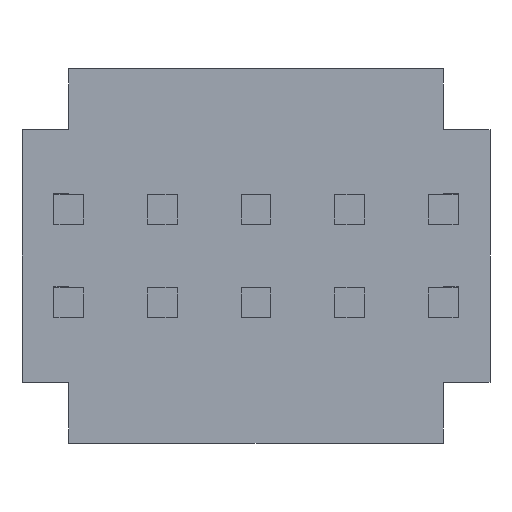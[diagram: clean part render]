
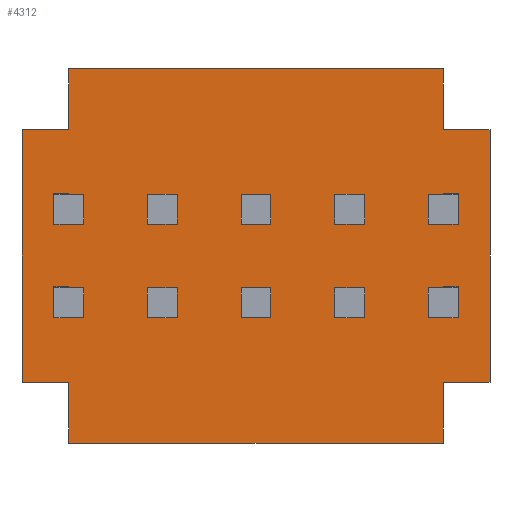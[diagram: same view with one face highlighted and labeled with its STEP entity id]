
A CAD part, front view. The second image highlights one B-rep face of the part: STEP entity #4312.
In plain terms, the highlighted planar face has unit normal (0, -1, 0).
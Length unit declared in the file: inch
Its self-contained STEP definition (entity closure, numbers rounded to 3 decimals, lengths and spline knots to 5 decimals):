
#348=ORIENTED_EDGE('',*,*,#1487,.T.);
#349=ORIENTED_EDGE('',*,*,#1456,.T.);
#350=ORIENTED_EDGE('',*,*,#1449,.T.);
#351=ORIENTED_EDGE('',*,*,#1474,.T.);
#352=ORIENTED_EDGE('',*,*,#1488,.T.);
#353=ORIENTED_EDGE('',*,*,#1464,.T.);
#354=ORIENTED_EDGE('',*,*,#1457,.T.);
#355=ORIENTED_EDGE('',*,*,#1478,.T.);
#356=ORIENTED_EDGE('',*,*,#1442,.T.);
#357=ORIENTED_EDGE('',*,*,#1489,.T.);
#358=ORIENTED_EDGE('',*,*,#1472,.T.);
#359=ORIENTED_EDGE('',*,*,#1446,.T.);
#360=ORIENTED_EDGE('',*,*,#1434,.T.);
#361=ORIENTED_EDGE('',*,*,#1490,.T.);
#362=ORIENTED_EDGE('',*,*,#1468,.T.);
#363=ORIENTED_EDGE('',*,*,#1438,.T.);
#364=ORIENTED_EDGE('',*,*,#1410,.F.);
#365=ORIENTED_EDGE('',*,*,#1491,.T.);
#366=ORIENTED_EDGE('',*,*,#1280,.T.);
#367=ORIENTED_EDGE('',*,*,#1492,.T.);
#368=ORIENTED_EDGE('',*,*,#1303,.F.);
#369=ORIENTED_EDGE('',*,*,#1414,.F.);
#370=ORIENTED_EDGE('',*,*,#1310,.F.);
#371=ORIENTED_EDGE('',*,*,#1493,.T.);
#372=ORIENTED_EDGE('',*,*,#1494,.T.);
#373=ORIENTED_EDGE('',*,*,#1495,.T.);
#374=ORIENTED_EDGE('',*,*,#1407,.F.);
#375=ORIENTED_EDGE('',*,*,#1432,.F.);
#1280=EDGE_CURVE('',#1901,#1900,#2296,.T.);
#1303=EDGE_CURVE('',#1919,#1916,#2319,.T.);
#1310=EDGE_CURVE('',#1925,#1926,#2326,.T.);
#1407=EDGE_CURVE('',#1998,#1995,#2423,.T.);
#1410=EDGE_CURVE('',#2001,#2002,#2426,.T.);
#1414=EDGE_CURVE('',#1926,#1919,#2430,.T.);
#1432=EDGE_CURVE('',#2002,#1998,#2448,.T.);
#1434=EDGE_CURVE('',#2018,#2016,#2450,.T.);
#1438=EDGE_CURVE('',#2020,#2018,#2454,.T.);
#1442=EDGE_CURVE('',#2024,#2022,#2458,.T.);
#1446=EDGE_CURVE('',#2026,#2024,#2462,.T.);
#1449=EDGE_CURVE('',#2028,#2029,#2465,.T.);
#1456=EDGE_CURVE('',#2033,#2028,#2472,.T.);
#1457=EDGE_CURVE('',#2034,#2035,#2473,.T.);
#1464=EDGE_CURVE('',#2039,#2034,#2480,.T.);
#1468=EDGE_CURVE('',#2041,#2020,#2484,.T.);
#1472=EDGE_CURVE('',#2043,#2026,#2488,.T.);
#1474=EDGE_CURVE('',#2029,#2044,#2490,.T.);
#1478=EDGE_CURVE('',#2035,#2046,#2494,.T.);
#1487=EDGE_CURVE('',#2044,#2033,#2503,.T.);
#1488=EDGE_CURVE('',#2046,#2039,#2504,.T.);
#1489=EDGE_CURVE('',#2022,#2043,#2505,.T.);
#1490=EDGE_CURVE('',#2016,#2041,#2506,.T.);
#1491=EDGE_CURVE('',#2001,#1901,#2507,.T.);
#1492=EDGE_CURVE('',#1900,#1916,#2508,.T.);
#1493=EDGE_CURVE('',#1925,#2050,#2509,.T.);
#1494=EDGE_CURVE('',#2050,#2051,#2510,.T.);
#1495=EDGE_CURVE('',#2051,#1995,#2511,.T.);
#1900=VERTEX_POINT('',#5864);
#1901=VERTEX_POINT('',#5866);
#1916=VERTEX_POINT('',#5906);
#1919=VERTEX_POINT('',#5911);
#1925=VERTEX_POINT('',#5926);
#1926=VERTEX_POINT('',#5928);
#1995=VERTEX_POINT('',#6121);
#1998=VERTEX_POINT('',#6126);
#2001=VERTEX_POINT('',#6133);
#2002=VERTEX_POINT('',#6135);
#2016=VERTEX_POINT('',#6176);
#2018=VERTEX_POINT('',#6179);
#2020=VERTEX_POINT('',#6186);
#2022=VERTEX_POINT('',#6192);
#2024=VERTEX_POINT('',#6195);
#2026=VERTEX_POINT('',#6202);
#2028=VERTEX_POINT('',#6208);
#2029=VERTEX_POINT('',#6209);
#2033=VERTEX_POINT('',#6218);
#2034=VERTEX_POINT('',#6224);
#2035=VERTEX_POINT('',#6225);
#2039=VERTEX_POINT('',#6234);
#2041=VERTEX_POINT('',#6241);
#2043=VERTEX_POINT('',#6248);
#2044=VERTEX_POINT('',#6254);
#2046=VERTEX_POINT('',#6261);
#2050=VERTEX_POINT('',#6284);
#2051=VERTEX_POINT('',#6286);
#2296=LINE('',#5865,#2916);
#2319=LINE('',#5912,#2939);
#2326=LINE('',#5927,#2946);
#2423=LINE('',#6127,#3043);
#2426=LINE('',#6134,#3046);
#2430=LINE('',#6142,#3050);
#2448=LINE('',#6173,#3068);
#2450=LINE('',#6178,#3070);
#2454=LINE('',#6185,#3074);
#2458=LINE('',#6194,#3078);
#2462=LINE('',#6201,#3082);
#2465=LINE('',#6207,#3085);
#2472=LINE('',#6221,#3092);
#2473=LINE('',#6223,#3093);
#2480=LINE('',#6237,#3100);
#2484=LINE('',#6244,#3104);
#2488=LINE('',#6251,#3108);
#2490=LINE('',#6256,#3110);
#2494=LINE('',#6263,#3114);
#2503=LINE('',#6277,#3123);
#2504=LINE('',#6278,#3124);
#2505=LINE('',#6279,#3125);
#2506=LINE('',#6280,#3126);
#2507=LINE('',#6281,#3127);
#2508=LINE('',#6282,#3128);
#2509=LINE('',#6283,#3129);
#2510=LINE('',#6285,#3130);
#2511=LINE('',#6287,#3131);
#2916=VECTOR('',#4770,39.37008);
#2939=VECTOR('',#4803,39.37008);
#2946=VECTOR('',#4814,39.37008);
#3043=VECTOR('',#4971,39.37008);
#3046=VECTOR('',#4976,39.37008);
#3050=VECTOR('',#4982,39.37008);
#3068=VECTOR('',#5004,39.37008);
#3070=VECTOR('',#5008,39.37008);
#3074=VECTOR('',#5014,39.37008);
#3078=VECTOR('',#5020,39.37008);
#3082=VECTOR('',#5026,39.37008);
#3085=VECTOR('',#5031,39.37008);
#3092=VECTOR('',#5040,39.37008);
#3093=VECTOR('',#5043,39.37008);
#3100=VECTOR('',#5052,39.37008);
#3104=VECTOR('',#5058,39.37008);
#3108=VECTOR('',#5064,39.37008);
#3110=VECTOR('',#5068,39.37008);
#3114=VECTOR('',#5074,39.37008);
#3123=VECTOR('',#5089,39.37008);
#3124=VECTOR('',#5090,39.37008);
#3125=VECTOR('',#5091,39.37008);
#3126=VECTOR('',#5092,39.37008);
#3127=VECTOR('',#5093,39.37008);
#3128=VECTOR('',#5094,39.37008);
#3129=VECTOR('',#5095,39.37008);
#3130=VECTOR('',#5096,39.37008);
#3131=VECTOR('',#5097,39.37008);
#3598=EDGE_LOOP('',(#348,#349,#350,#351));
#3599=EDGE_LOOP('',(#352,#353,#354,#355));
#3600=EDGE_LOOP('',(#356,#357,#358,#359));
#3601=EDGE_LOOP('',(#360,#361,#362,#363));
#3602=EDGE_LOOP('',(#364,#365,#366,#367,#368,#369,#370,#371,#372,#373,#374,
#375));
#3844=FACE_BOUND('',#3598,.T.);
#3845=FACE_BOUND('',#3599,.T.);
#3846=FACE_BOUND('',#3600,.T.);
#3847=FACE_BOUND('',#3601,.T.);
#3848=FACE_BOUND('',#3602,.T.);
#4080=PLANE('',#4583);
#4312=ADVANCED_FACE('',(#3844,#3845,#3846,#3847,#3848),#4080,.F.);
#4583=AXIS2_PLACEMENT_3D('',#6276,#5087,#5088);
#4770=DIRECTION('',(-1.,0.,0.));
#4803=DIRECTION('',(1.,0.,0.));
#4814=DIRECTION('',(-1.,0.,0.));
#4971=DIRECTION('',(-1.,0.,0.));
#4976=DIRECTION('',(1.,0.,0.));
#4982=DIRECTION('',(0.,0.,1.));
#5004=DIRECTION('',(0.,0.,-1.));
#5008=DIRECTION('',(-1.,0.,0.));
#5014=DIRECTION('',(0.,0.,-1.));
#5020=DIRECTION('',(-1.,0.,0.));
#5026=DIRECTION('',(0.,0.,-1.));
#5031=DIRECTION('',(0.,0.,1.));
#5040=DIRECTION('',(-1.,0.,0.));
#5043=DIRECTION('',(0.,0.,1.));
#5052=DIRECTION('',(-1.,0.,0.));
#5058=DIRECTION('',(1.,0.,0.));
#5064=DIRECTION('',(1.,0.,0.));
#5068=DIRECTION('',(1.,0.,0.));
#5074=DIRECTION('',(1.,0.,0.));
#5087=DIRECTION('',(0.,1.,0.));
#5088=DIRECTION('',(0.,0.,1.));
#5089=DIRECTION('',(0.,0.,-1.));
#5090=DIRECTION('',(0.,0.,-1.));
#5091=DIRECTION('',(0.,0.,1.));
#5092=DIRECTION('',(0.,0.,1.));
#5093=DIRECTION('',(0.,0.,1.));
#5094=DIRECTION('',(0.,0.,-1.));
#5095=DIRECTION('',(0.,0.,-1.));
#5096=DIRECTION('',(1.,0.,0.));
#5097=DIRECTION('',(0.,0.,1.));
#5864=CARTESIAN_POINT('',(-0.1,0.,0.1));
#5865=CARTESIAN_POINT('',(0.1,0.,0.1));
#5866=CARTESIAN_POINT('',(0.1,0.,0.1));
#5906=CARTESIAN_POINT('',(-0.1,0.,0.0675));
#5911=CARTESIAN_POINT('',(-0.125,0.,0.0675));
#5912=CARTESIAN_POINT('',(-0.125,0.,0.0675));
#5926=CARTESIAN_POINT('',(-0.1,0.,-0.0675));
#5927=CARTESIAN_POINT('',(0.125,0.,-0.0675));
#5928=CARTESIAN_POINT('',(-0.125,0.,-0.0675));
#6121=CARTESIAN_POINT('',(0.1,0.,-0.0675));
#6126=CARTESIAN_POINT('',(0.125,0.,-0.0675));
#6127=CARTESIAN_POINT('',(0.125,0.,-0.0675));
#6133=CARTESIAN_POINT('',(0.1,0.,0.0675));
#6134=CARTESIAN_POINT('',(-0.125,0.,0.0675));
#6135=CARTESIAN_POINT('',(0.125,0.,0.0675));
#6142=CARTESIAN_POINT('',(-0.125,0.,-0.0675));
#6173=CARTESIAN_POINT('',(0.125,0.,0.0675));
#6176=CARTESIAN_POINT('',(0.1,0.,-0.0325));
#6178=CARTESIAN_POINT('',(0.108,0.,-0.0325));
#6179=CARTESIAN_POINT('',(0.108,0.,-0.0325));
#6185=CARTESIAN_POINT('',(0.108,0.,-0.0165));
#6186=CARTESIAN_POINT('',(0.108,0.,-0.0165));
#6192=CARTESIAN_POINT('',(0.1,0.,0.0175));
#6194=CARTESIAN_POINT('',(0.108,0.,0.0175));
#6195=CARTESIAN_POINT('',(0.108,0.,0.0175));
#6201=CARTESIAN_POINT('',(0.108,0.,0.0335));
#6202=CARTESIAN_POINT('',(0.108,0.,0.0335));
#6207=CARTESIAN_POINT('',(-0.108,0.,-0.0325));
#6208=CARTESIAN_POINT('',(-0.108,0.,-0.0325));
#6209=CARTESIAN_POINT('',(-0.108,0.,-0.0165));
#6218=CARTESIAN_POINT('',(-0.1,0.,-0.0325));
#6221=CARTESIAN_POINT('',(-0.092,0.,-0.0325));
#6223=CARTESIAN_POINT('',(-0.108,0.,0.0175));
#6224=CARTESIAN_POINT('',(-0.108,0.,0.0175));
#6225=CARTESIAN_POINT('',(-0.108,0.,0.0335));
#6234=CARTESIAN_POINT('',(-0.1,0.,0.0175));
#6237=CARTESIAN_POINT('',(-0.092,0.,0.0175));
#6241=CARTESIAN_POINT('',(0.1,0.,-0.0165));
#6244=CARTESIAN_POINT('',(0.092,0.,-0.0165));
#6248=CARTESIAN_POINT('',(0.1,0.,0.0335));
#6251=CARTESIAN_POINT('',(0.092,0.,0.0335));
#6254=CARTESIAN_POINT('',(-0.1,0.,-0.0165));
#6256=CARTESIAN_POINT('',(-0.108,0.,-0.0165));
#6261=CARTESIAN_POINT('',(-0.1,0.,0.0335));
#6263=CARTESIAN_POINT('',(-0.108,0.,0.0335));
#6276=CARTESIAN_POINT('',(0.,0.,0.));
#6277=CARTESIAN_POINT('',(-0.1,0.,0.1));
#6278=CARTESIAN_POINT('',(-0.1,0.,0.1));
#6279=CARTESIAN_POINT('',(0.1,0.,-0.1));
#6280=CARTESIAN_POINT('',(0.1,0.,-0.1));
#6281=CARTESIAN_POINT('',(0.1,0.,-0.1));
#6282=CARTESIAN_POINT('',(-0.1,0.,0.1));
#6283=CARTESIAN_POINT('',(-0.1,0.,0.1));
#6284=CARTESIAN_POINT('',(-0.1,0.,-0.1));
#6285=CARTESIAN_POINT('',(-0.1,0.,-0.1));
#6286=CARTESIAN_POINT('',(0.1,0.,-0.1));
#6287=CARTESIAN_POINT('',(0.1,0.,-0.1));
